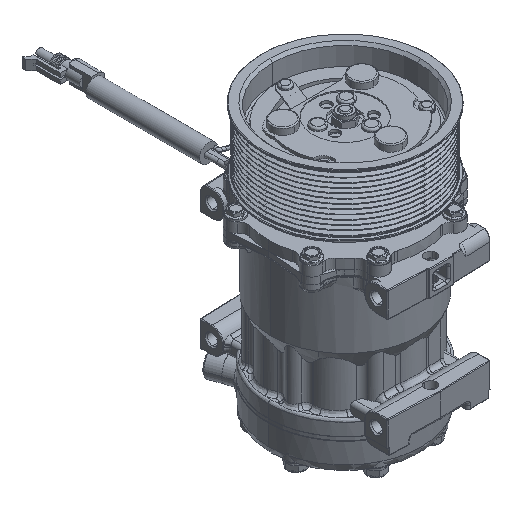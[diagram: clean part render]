
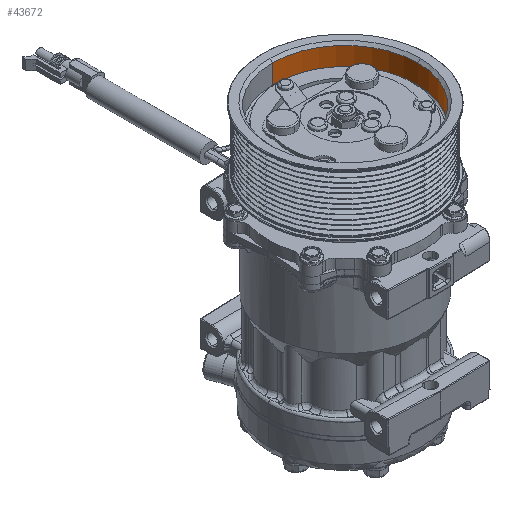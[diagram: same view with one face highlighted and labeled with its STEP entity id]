
A CAD part, isometric view. The second image highlights one B-rep face of the part: STEP entity #43672.
In plain terms, the highlighted cylindrical face has radius 56.5 mm (diameter 113 mm), a partial arc.
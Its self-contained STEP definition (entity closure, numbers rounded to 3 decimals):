
#38732 = VERTEX_POINT ( 'NONE', #128968 ) ;
#38841 = VERTEX_POINT ( 'NONE', #129194 ) ;
#38870 = EDGE_CURVE ( 'NONE', #38732, #38841, #129225, .T. ) ;
#38875 = VERTEX_POINT ( 'NONE', #129329 ) ;
#38884 = EDGE_CURVE ( 'NONE', #38732, #38875, #129309, .T. ) ;
#43552 = EDGE_CURVE ( 'NONE', #38841, #43578, #145868, .T. ) ;
#43578 = VERTEX_POINT ( 'NONE', #146825 ) ;
#43634 = EDGE_CURVE ( 'NONE', #38875, #43666, #147060, .T. ) ;
#43635 = ORIENTED_EDGE ( 'NONE', *, *, #38884, .F. ) ;
#43637 = ORIENTED_EDGE ( 'NONE', *, *, #38870, .T. ) ;
#43666 = VERTEX_POINT ( 'NONE', #147086 ) ;
#43668 = EDGE_CURVE ( 'NONE', #43578, #43666, #147081, .T. ) ;
#43672 = ADVANCED_FACE ( 'NONE', ( #147073 ), #147070, .F. ) ;
#43675 = EDGE_LOOP ( 'NONE', ( #43677, #43679, #43681, #43635, #43637 ) ) ;
#43677 = ORIENTED_EDGE ( 'NONE', *, *, #43552, .T. ) ;
#43679 = ORIENTED_EDGE ( 'NONE', *, *, #43668, .T. ) ;
#43681 = ORIENTED_EDGE ( 'NONE', *, *, #43634, .F. ) ;
#128968 = CARTESIAN_POINT ( 'NONE',  ( 0., 56.473, 123.627 ) ) ;
#129194 = CARTESIAN_POINT ( 'NONE',  ( 0., 56.473, 108.657 ) ) ;
#129225 = LINE ( 'NONE', #129260, #129259 ) ;
#129258 = DIRECTION ( 'NONE',  ( 0., 0., -1. ) ) ;
#129259 = VECTOR ( 'NONE', #129258, 1000. ) ;
#129260 = CARTESIAN_POINT ( 'NONE',  ( 0., 56.473, 116.142 ) ) ;
#129302 = DIRECTION ( 'NONE',  ( 0., 1., 0. ) ) ;
#129304 = DIRECTION ( 'NONE',  ( 0., 0., -1. ) ) ;
#129306 = CARTESIAN_POINT ( 'NONE',  ( 0., -0.027, 123.627 ) ) ;
#129307 = AXIS2_PLACEMENT_3D ( 'NONE', #129306, #129304, #129302 ) ;
#129309 = CIRCLE ( 'NONE', #129307, 56.5 ) ;
#129329 = CARTESIAN_POINT ( 'NONE',  ( 56.5, -0.027, 123.627 ) ) ;
#145868 = CIRCLE ( 'NONE', #145915, 56.5 ) ;
#145905 = DIRECTION ( 'NONE',  ( 0., 0., -1. ) ) ;
#145907 = CARTESIAN_POINT ( 'NONE',  ( 0., -0.027, 108.657 ) ) ;
#145915 = AXIS2_PLACEMENT_3D ( 'NONE', #145907, #145905, #145975 ) ;
#145975 = DIRECTION ( 'NONE',  ( 0., -1., 0. ) ) ;
#146825 = CARTESIAN_POINT ( 'NONE',  ( 0., -56.527, 108.657 ) ) ;
#147053 = DIRECTION ( 'NONE',  ( 0., 1., 0. ) ) ;
#147055 = DIRECTION ( 'NONE',  ( 0., 0., -1. ) ) ;
#147056 = CARTESIAN_POINT ( 'NONE',  ( 0., -0.027, 123.627 ) ) ;
#147058 = AXIS2_PLACEMENT_3D ( 'NONE', #147056, #147055, #147053 ) ;
#147060 = CIRCLE ( 'NONE', #147058, 56.5 ) ;
#147065 = DIRECTION ( 'NONE',  ( -1., 0., 0. ) ) ;
#147067 = DIRECTION ( 'NONE',  ( 0., 0., -1. ) ) ;
#147068 = CARTESIAN_POINT ( 'NONE',  ( 0., -0.027, 123.627 ) ) ;
#147069 = AXIS2_PLACEMENT_3D ( 'NONE', #147068, #147067, #147065 ) ;
#147070 = CYLINDRICAL_SURFACE ( 'NONE', #147069, 56.5 ) ;
#147073 = FACE_OUTER_BOUND ( 'NONE', #43675, .T. ) ;
#147076 = DIRECTION ( 'NONE',  ( 0., 0., 1. ) ) ;
#147077 = VECTOR ( 'NONE', #147076, 1000. ) ;
#147079 = CARTESIAN_POINT ( 'NONE',  ( 0., -56.527, 116.142 ) ) ;
#147081 = LINE ( 'NONE', #147079, #147077 ) ;
#147086 = CARTESIAN_POINT ( 'NONE',  ( 0., -56.527, 123.627 ) ) ;
